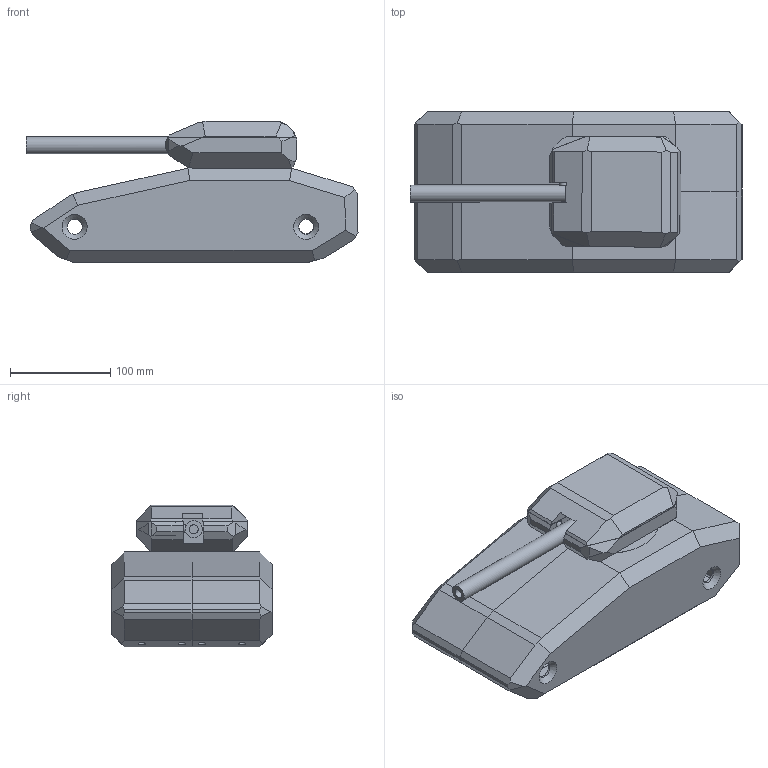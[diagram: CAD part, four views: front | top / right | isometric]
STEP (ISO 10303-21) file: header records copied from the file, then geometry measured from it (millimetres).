
FILE_DESCRIPTION(/* description */ (''),/* implementation_level */ '2;1');
FILE_NAME(/* name */ 'Char v68.step',/* time_stamp */ '2025-02-17T16:19:39+01:00',/* author */ (''),/* organization */ (''),/* preprocessor_version */ 'ST-DEVELOPER v20',/* originating_system */ 'Autodesk Translation Framework v13.20.0.188',/* authorisation */ '');
FILE_SCHEMA (('AUTOMOTIVE_DESIGN { 1 0 10303 214 3 1 1 }'));
Length unit declared in the file: millimetre
Products named in the file (12): Char; Base; barre avant; base-droite; base-gauche; tourelle; Cannon; tourelle (1); bas; haut; Barre arrière; engrenage tourelle
Assembly tree (11 placements, depth 4):
  Char
    Base
      barre avant
      base-droite
      base-gauche
    tourelle
      Cannon
      tourelle (1)
        bas
        haut
    Barre arrière
    engrenage tourelle
Bounding box: 331.6 x 160 x 141.82 mm (x, y, z)
Volume: 1964533.2 mm3; surface area: 440184.4 mm2
Topology: 8 solids, 8 shells, 496 faces, 1326 edges, 883 vertices
Faces by surface type: plane 333, cylinder 148, bspline 9, cone 6
Full cylindrical faces by diameter (mm): 2 x2, 3.2 x8, 3.4 x4, 4 x18, 4.925 x1, 5 x2, 5.2 x2, 7 x8, 7.035 x1, 8 x1, 8.2 x1, 9 x3, 13.5 x1, 15 x4, 17 x1, 22.15 x1, 33 x1, 80 x1, 100 x1
Entity records: 16075 total; most frequent: CARTESIAN_POINT 2887, DIRECTION 2691, ORIENTED_EDGE 2652, EDGE_CURVE 1326, LINE 973, VECTOR 973, VERTEX_POINT 883, AXIS2_PLACEMENT_3D 859
